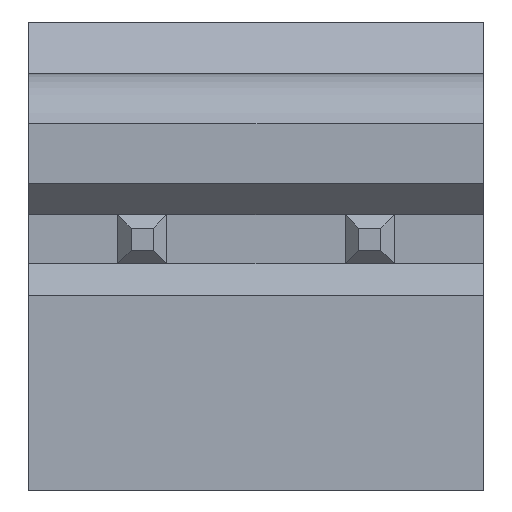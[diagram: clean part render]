
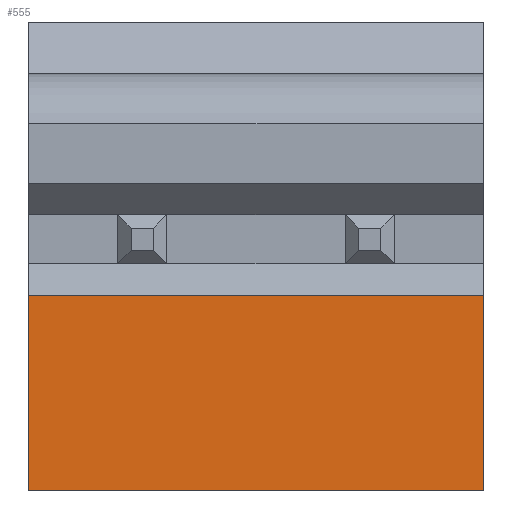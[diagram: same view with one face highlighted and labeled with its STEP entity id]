
A CAD part, front view. The second image highlights one B-rep face of the part: STEP entity #555.
In plain terms, the highlighted planar face has unit normal (0, -1, 0).
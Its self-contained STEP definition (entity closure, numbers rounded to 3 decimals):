
#37 = VECTOR ( 'NONE', #775, 1000. ) ;
#61 = DIRECTION ( 'NONE',  ( -1., 0., 0. ) ) ;
#157 = VECTOR ( 'NONE', #2066, 1000. ) ;
#280 = CARTESIAN_POINT ( 'NONE',  ( 5.08, 0.369, -6.39 ) ) ;
#291 = VERTEX_POINT ( 'NONE', #2648 ) ;
#385 = VERTEX_POINT ( 'NONE', #982 ) ;
#547 = PLANE ( 'NONE',  #2322 ) ;
#555 = ADVANCED_FACE ( 'NONE', ( #562 ), #547, .F. ) ;
#562 = FACE_OUTER_BOUND ( 'NONE', #1748, .T. ) ;
#604 = DIRECTION ( 'NONE',  ( 0., 1., 0. ) ) ;
#653 = EDGE_CURVE ( 'NONE', #1290, #2454, #2492, .T. ) ;
#730 = CARTESIAN_POINT ( 'NONE',  ( 5.08, 0.369, -10.74 ) ) ;
#740 = DIRECTION ( 'NONE',  ( 0., 0., -1. ) ) ;
#775 = DIRECTION ( 'NONE',  ( 0., 0., -1. ) ) ;
#945 = ORIENTED_EDGE ( 'NONE', *, *, #2613, .F. ) ;
#982 = CARTESIAN_POINT ( 'NONE',  ( 5.08, 0.369, -6.39 ) ) ;
#997 = LINE ( 'NONE', #2642, #37 ) ;
#1037 = CARTESIAN_POINT ( 'NONE',  ( 5.08, 0.369, -10.74 ) ) ;
#1086 = ORIENTED_EDGE ( 'NONE', *, *, #653, .F. ) ;
#1290 = VERTEX_POINT ( 'NONE', #1037 ) ;
#1534 = VECTOR ( 'NONE', #61, 1000. ) ;
#1748 = EDGE_LOOP ( 'NONE', ( #2303, #1086, #945, #2640 ) ) ;
#1752 = EDGE_CURVE ( 'NONE', #291, #2454, #997, .T. ) ;
#1813 = DIRECTION ( 'NONE',  ( 0., 0., 1. ) ) ;
#2066 = DIRECTION ( 'NONE',  ( -1., 0., 0. ) ) ;
#2141 = LINE ( 'NONE', #280, #1534 ) ;
#2252 = EDGE_CURVE ( 'NONE', #385, #291, #2141, .T. ) ;
#2277 = CARTESIAN_POINT ( 'NONE',  ( -5.08, 0.369, -10.74 ) ) ;
#2303 = ORIENTED_EDGE ( 'NONE', *, *, #1752, .T. ) ;
#2305 = CARTESIAN_POINT ( 'NONE',  ( 5.08, 0.369, -10.74 ) ) ;
#2322 = AXIS2_PLACEMENT_3D ( 'NONE', #2615, #604, #1813 ) ;
#2454 = VERTEX_POINT ( 'NONE', #2277 ) ;
#2492 = LINE ( 'NONE', #2305, #157 ) ;
#2519 = VECTOR ( 'NONE', #740, 1000. ) ;
#2613 = EDGE_CURVE ( 'NONE', #385, #1290, #2645, .T. ) ;
#2615 = CARTESIAN_POINT ( 'NONE',  ( 5.08, 0.369, -10.74 ) ) ;
#2640 = ORIENTED_EDGE ( 'NONE', *, *, #2252, .T. ) ;
#2642 = CARTESIAN_POINT ( 'NONE',  ( -5.08, 0.369, -10.74 ) ) ;
#2645 = LINE ( 'NONE', #730, #2519 ) ;
#2648 = CARTESIAN_POINT ( 'NONE',  ( -5.08, 0.369, -6.39 ) ) ;
